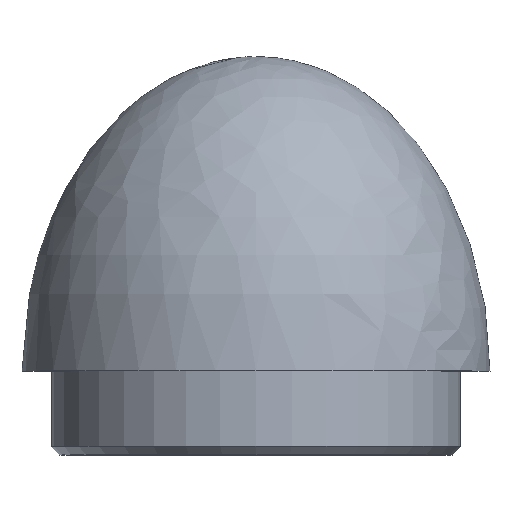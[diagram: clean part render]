
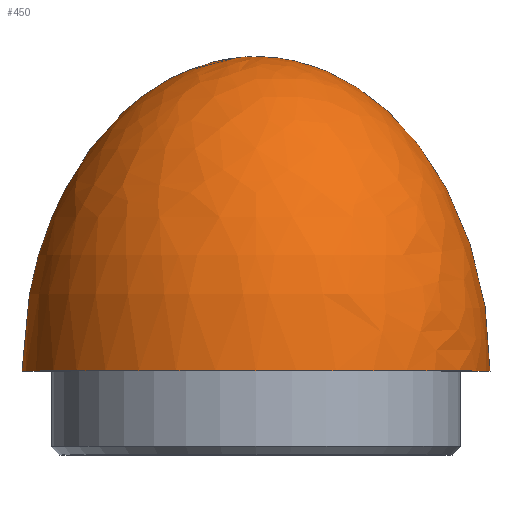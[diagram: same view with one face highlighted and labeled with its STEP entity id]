
A CAD part, top view. The second image highlights one B-rep face of the part: STEP entity #450.
In plain terms, the highlighted free-form (B-spline) face has degree [2, 2] with [3, 9] control points.
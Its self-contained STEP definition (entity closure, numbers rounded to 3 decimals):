
#15=ELLIPSE('',#534,37.5,27.9);
#17=(
BOUNDED_SURFACE()
B_SPLINE_SURFACE(2,2,((#1178,#1179,#1180,#1181,#1182,#1183,#1184,#1185,
#1186),(#1187,#1188,#1189,#1190,#1191,#1192,#1193,#1194,#1195),(#1196,#1197,
#1198,#1199,#1200,#1201,#1202,#1203,#1204)),.UNSPECIFIED.,.F.,.T.,.F.)
B_SPLINE_SURFACE_WITH_KNOTS((3,3),(3,2,2,2,3),(-1.571,0.),(0.,
1.571,3.142,4.712,6.283),
 .UNSPECIFIED.)
GEOMETRIC_REPRESENTATION_ITEM()
RATIONAL_B_SPLINE_SURFACE(((1.,0.707,1.,0.707,1.,
0.707,1.,0.707,1.),(0.707,0.5,0.707,
0.5,0.707,0.5,0.707,0.5,0.707),(1.,
0.707,1.,0.707,1.,0.707,1.,0.707,
1.)))
REPRESENTATION_ITEM('')
SURFACE()
);
#93=FACE_OUTER_BOUND('',#127,.T.);
#127=EDGE_LOOP('',(#414,#415,#416));
#182=CIRCLE('',#533,27.9);
#220=VERTEX_POINT('',#1176);
#221=VERTEX_POINT('',#1205);
#285=EDGE_CURVE('',#220,#220,#182,.T.);
#286=EDGE_CURVE('',#220,#221,#15,.T.);
#414=ORIENTED_EDGE('',*,*,#286,.T.);
#415=ORIENTED_EDGE('',*,*,#286,.F.);
#416=ORIENTED_EDGE('',*,*,#285,.F.);
#450=ADVANCED_FACE('',(#93),#17,.T.);
#533=AXIS2_PLACEMENT_3D('',#1177,#682,#683);
#534=AXIS2_PLACEMENT_3D('',#1206,#684,#685);
#682=DIRECTION('center_axis',(0.,-1.,0.));
#683=DIRECTION('ref_axis',(1.,0.,0.));
#684=DIRECTION('center_axis',(0.,0.,1.));
#685=DIRECTION('ref_axis',(0.,1.,0.));
#1176=CARTESIAN_POINT('',(27.9,0.,0.));
#1177=CARTESIAN_POINT('Origin',(0.,0.,0.));
#1178=CARTESIAN_POINT('Ctrl Pts',(27.9,0.,0.));
#1179=CARTESIAN_POINT('Ctrl Pts',(27.9,0.,27.9));
#1180=CARTESIAN_POINT('Ctrl Pts',(0.,0.,
27.9));
#1181=CARTESIAN_POINT('Ctrl Pts',(-27.9,0.,27.9));
#1182=CARTESIAN_POINT('Ctrl Pts',(-27.9,0.,0.));
#1183=CARTESIAN_POINT('Ctrl Pts',(-27.9,0.,-27.9));
#1184=CARTESIAN_POINT('Ctrl Pts',(0.,0.,
-27.9));
#1185=CARTESIAN_POINT('Ctrl Pts',(27.9,0.,-27.9));
#1186=CARTESIAN_POINT('Ctrl Pts',(27.9,0.,0.));
#1187=CARTESIAN_POINT('Ctrl Pts',(27.9,37.5,0.));
#1188=CARTESIAN_POINT('Ctrl Pts',(27.9,37.5,27.9));
#1189=CARTESIAN_POINT('Ctrl Pts',(0.,37.5,27.9));
#1190=CARTESIAN_POINT('Ctrl Pts',(-27.9,37.5,27.9));
#1191=CARTESIAN_POINT('Ctrl Pts',(-27.9,37.5,0.));
#1192=CARTESIAN_POINT('Ctrl Pts',(-27.9,37.5,-27.9));
#1193=CARTESIAN_POINT('Ctrl Pts',(0.,37.5,-27.9));
#1194=CARTESIAN_POINT('Ctrl Pts',(27.9,37.5,-27.9));
#1195=CARTESIAN_POINT('Ctrl Pts',(27.9,37.5,0.));
#1196=CARTESIAN_POINT('Ctrl Pts',(0.,37.5,0.));
#1197=CARTESIAN_POINT('Ctrl Pts',(0.,37.5,0.));
#1198=CARTESIAN_POINT('Ctrl Pts',(0.,37.5,0.));
#1199=CARTESIAN_POINT('Ctrl Pts',(0.,37.5,0.));
#1200=CARTESIAN_POINT('Ctrl Pts',(0.,37.5,0.));
#1201=CARTESIAN_POINT('Ctrl Pts',(0.,37.5,0.));
#1202=CARTESIAN_POINT('Ctrl Pts',(0.,37.5,0.));
#1203=CARTESIAN_POINT('Ctrl Pts',(0.,37.5,0.));
#1204=CARTESIAN_POINT('Ctrl Pts',(0.,37.5,0.));
#1205=CARTESIAN_POINT('',(0.,37.5,0.));
#1206=CARTESIAN_POINT('Origin',(0.,0.,0.));
